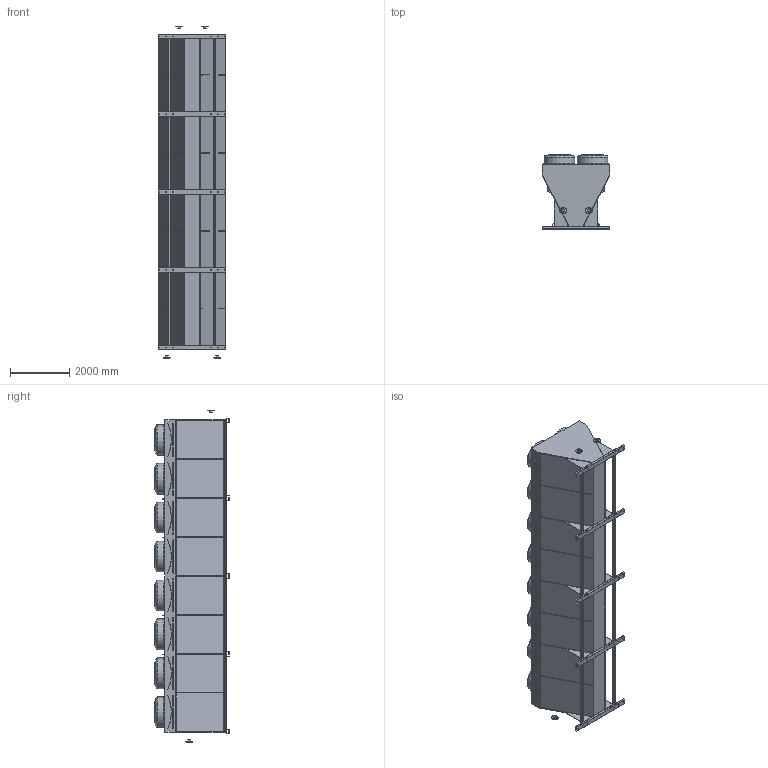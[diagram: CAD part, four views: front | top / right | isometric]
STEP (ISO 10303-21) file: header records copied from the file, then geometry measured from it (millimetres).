
FILE_DESCRIPTION (( 'STEP AP203' ), '1' );
FILE_NAME ('VDDY8M_2R32N.STEP', '2018-10-08T14:37:48', ( 'Alfa Laval' ), ( 'Alfa Laval' ), 'SwSTEP 2.0', 'SolidWorks 2016', '' );
FILE_SCHEMA (( 'CONFIG_CONTROL_DESIGN' ));
Length unit declared in the file: millimetre
Products named in the file (3): V-TYPE2_LIGHT_BODY_8MOD-OS; V-TYPE2_LIGHT_VDDY_FLANGE_OS_8MOD_2R_3P; VDDY8M_2R32N
Assembly tree (2 placements, depth 2):
  VDDY8M_2R32N
    V-TYPE2_LIGHT_BODY_8MOD-OS
    V-TYPE2_LIGHT_VDDY_FLANGE_OS_8MOD_2R_3P
Bounding box: 2280.43 x 2494.62 x 11180 mm (x, y, z)
Volume: 37542719324.5 mm3; surface area: 130228850.5 mm2
Topology: 13 solids, 13 shells, 1770 faces, 4209 edges, 2649 vertices
Faces by surface type: cylinder 792, plane 586, torus 248, sphere 128, cone 16
Full cylindrical faces by diameter (mm): 1 x64, 20 x60, 40 x8, 100 x16, 108 x8, 220 x4, 1032 x16
Entity records: 49919 total; most frequent: DIRECTION 9598, CARTESIAN_POINT 8159, ORIENTED_EDGE 7600, AXIS2_PLACEMENT_3D 4023, EDGE_CURVE 3800, VERTEX_POINT 2584, EDGE_LOOP 2472, CIRCLE 2248
